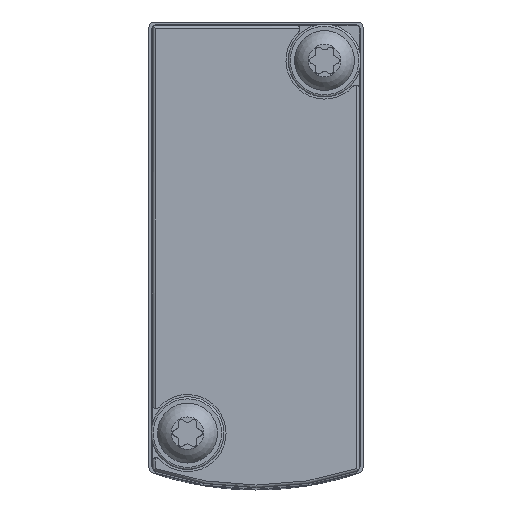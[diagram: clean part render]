
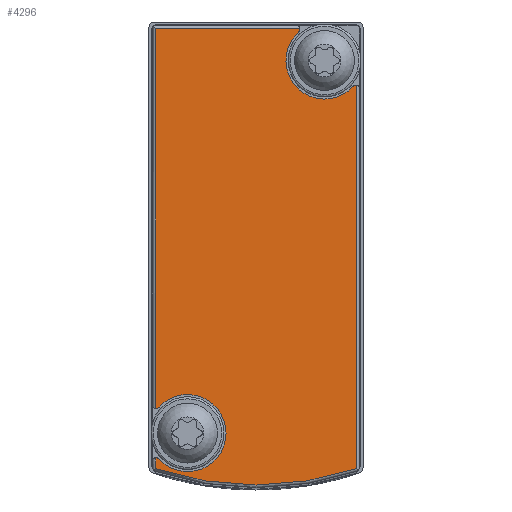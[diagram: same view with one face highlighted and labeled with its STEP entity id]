
A CAD part, front view. The second image highlights one B-rep face of the part: STEP entity #4296.
In plain terms, the highlighted planar face has unit normal (0, -1, 0).
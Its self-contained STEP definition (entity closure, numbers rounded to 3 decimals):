
#100=PLANE('',#4521);
#167=CIRCLE('',#4522,0.4);
#168=CIRCLE('',#4523,3.6);
#169=CIRCLE('',#4524,0.4);
#170=CIRCLE('',#4525,29.537);
#171=CIRCLE('',#4526,0.4);
#172=CIRCLE('',#4527,3.6);
#173=CIRCLE('',#4528,0.4);
#401=LINE('',#6122,#544);
#402=LINE('',#6131,#545);
#403=LINE('',#6135,#546);
#404=LINE('',#6143,#547);
#544=VECTOR('',#4998,1000.);
#545=VECTOR('',#5005,1000.);
#546=VECTOR('',#5008,1000.);
#547=VECTOR('',#5015,1000.);
#711=ORIENTED_EDGE('',*,*,#1567,.T.);
#712=ORIENTED_EDGE('',*,*,#1568,.F.);
#713=ORIENTED_EDGE('',*,*,#1569,.T.);
#714=ORIENTED_EDGE('',*,*,#1570,.F.);
#715=ORIENTED_EDGE('',*,*,#1571,.T.);
#716=ORIENTED_EDGE('',*,*,#1572,.T.);
#717=ORIENTED_EDGE('',*,*,#1573,.F.);
#718=ORIENTED_EDGE('',*,*,#1574,.F.);
#719=ORIENTED_EDGE('',*,*,#1575,.T.);
#720=ORIENTED_EDGE('',*,*,#1576,.F.);
#721=ORIENTED_EDGE('',*,*,#1577,.T.);
#1567=EDGE_CURVE('',#1992,#1993,#401,.F.);
#1568=EDGE_CURVE('',#1994,#1993,#167,.T.);
#1569=EDGE_CURVE('',#1994,#1995,#168,.T.);
#1570=EDGE_CURVE('',#1996,#1995,#169,.T.);
#1571=EDGE_CURVE('',#1996,#1997,#402,.F.);
#1572=EDGE_CURVE('',#1997,#1998,#170,.T.);
#1573=EDGE_CURVE('',#1999,#1998,#403,.F.);
#1574=EDGE_CURVE('',#2000,#1999,#171,.T.);
#1575=EDGE_CURVE('',#2000,#2001,#172,.T.);
#1576=EDGE_CURVE('',#2002,#2001,#173,.T.);
#1577=EDGE_CURVE('',#2002,#1992,#404,.T.);
#1992=VERTEX_POINT('',#6123);
#1993=VERTEX_POINT('',#6124);
#1994=VERTEX_POINT('',#6126);
#1995=VERTEX_POINT('',#6128);
#1996=VERTEX_POINT('',#6130);
#1997=VERTEX_POINT('',#6132);
#1998=VERTEX_POINT('',#6134);
#1999=VERTEX_POINT('',#6136);
#2000=VERTEX_POINT('',#6138);
#2001=VERTEX_POINT('',#6140);
#2002=VERTEX_POINT('',#6142);
#2333=EDGE_LOOP('',(#711,#712,#713,#714,#715,#716,#717,#718,#719,#720,#721));
#2624=FACE_BOUND('',#2333,.T.);
#4296=ADVANCED_FACE('',(#2624),#100,.F.);
#4521=AXIS2_PLACEMENT_3D('',#6121,#4996,#4997);
#4522=AXIS2_PLACEMENT_3D('',#6125,#4999,#5000);
#4523=AXIS2_PLACEMENT_3D('',#6127,#5001,#5002);
#4524=AXIS2_PLACEMENT_3D('',#6129,#5003,#5004);
#4525=AXIS2_PLACEMENT_3D('',#6133,#5006,#5007);
#4526=AXIS2_PLACEMENT_3D('',#6137,#5009,#5010);
#4527=AXIS2_PLACEMENT_3D('',#6139,#5011,#5012);
#4528=AXIS2_PLACEMENT_3D('',#6141,#5013,#5014);
#4996=DIRECTION('',(0.,1.,0.));
#4997=DIRECTION('',(0.,0.,1.));
#4998=DIRECTION('',(-1.,0.,0.));
#4999=DIRECTION('',(0.,1.,0.));
#5000=DIRECTION('',(1.,0.,0.));
#5001=DIRECTION('',(0.,1.,0.));
#5002=DIRECTION('',(1.,0.,0.));
#5003=DIRECTION('',(0.,1.,0.));
#5004=DIRECTION('',(1.,0.,0.));
#5005=DIRECTION('',(-1.,0.,0.));
#5006=DIRECTION('',(0.,-1.,0.));
#5007=DIRECTION('',(0.,0.,-1.));
#5008=DIRECTION('',(-1.,0.,0.));
#5009=DIRECTION('',(0.,1.,0.));
#5010=DIRECTION('',(1.,0.,0.));
#5011=DIRECTION('',(0.,1.,0.));
#5012=DIRECTION('',(1.,0.,0.));
#5013=DIRECTION('',(0.,1.,0.));
#5014=DIRECTION('',(1.,0.,0.));
#5015=DIRECTION('',(0.,0.,-1.));
#6121=CARTESIAN_POINT('',(-20.25,-13.2,-9.25));
#6122=CARTESIAN_POINT('',(25.,-13.2,-9.387));
#6123=CARTESIAN_POINT('',(-20.387,-13.2,-9.387));
#6124=CARTESIAN_POINT('',(15.097,-13.2,-9.387));
#6125=CARTESIAN_POINT('',(14.699,-13.2,-9.35));
#6126=CARTESIAN_POINT('',(14.969,-13.2,-9.055));
#6127=CARTESIAN_POINT('',(17.4,-13.2,-6.4));
#6128=CARTESIAN_POINT('',(19.831,-13.2,-9.055));
#6129=CARTESIAN_POINT('',(20.101,-13.2,-9.35));
#6130=CARTESIAN_POINT('',(19.703,-13.2,-9.387));
#6131=CARTESIAN_POINT('',(25.,-13.2,-9.387));
#6132=CARTESIAN_POINT('',(20.722,-13.2,-9.387));
#6133=CARTESIAN_POINT('',(-7.284,-13.2,0.));
#6134=CARTESIAN_POINT('',(20.722,-13.2,9.387));
#6135=CARTESIAN_POINT('',(25.,-13.2,9.387));
#6136=CARTESIAN_POINT('',(-15.097,-13.2,9.387));
#6137=CARTESIAN_POINT('',(-14.699,-13.2,9.35));
#6138=CARTESIAN_POINT('',(-14.969,-13.2,9.055));
#6139=CARTESIAN_POINT('',(-17.4,-13.2,6.4));
#6140=CARTESIAN_POINT('',(-20.055,-13.2,3.969));
#6141=CARTESIAN_POINT('',(-20.35,-13.2,3.699));
#6142=CARTESIAN_POINT('',(-20.387,-13.2,4.097));
#6143=CARTESIAN_POINT('',(-20.387,-13.2,10.));
